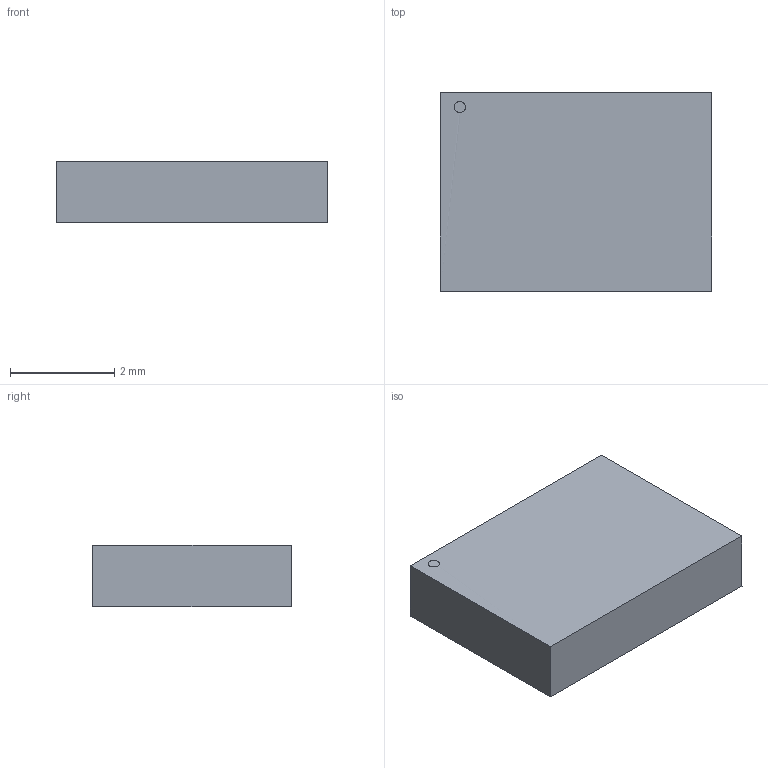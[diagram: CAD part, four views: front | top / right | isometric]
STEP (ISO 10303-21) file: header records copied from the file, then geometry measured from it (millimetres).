
FILE_DESCRIPTION(('CATIA V5 STEP Exchange'),'2;1');
FILE_NAME('BNO085.stp','2025-01-02T21:35:49+00:00',('none'),('none'),'CATIA Version 5 Release 17 (IN-10)','CATIA V5 STEP AP214','none');
FILE_SCHEMA(('AUTOMOTIVE_DESIGN { 1 0 10303 214 1 1 1 1 }'));
Length unit declared in the file: millimetre
Products named in the file (1): BNO085
Bounding box: 5.2 x 3.8 x 1.18 mm (x, y, z)
Volume: 23 mm3; surface area: 64.7 mm2
Topology: 1 solids, 1 shells, 154 faces, 368 edges, 246 vertices
Faces by surface type: plane 152, cylinder 2
Entity records: 4630 total; most frequent: CARTESIAN_POINT 813, ORIENTED_EDGE 736, DIRECTION 672, EDGE_CURVE 368, VECTOR 360, LINE 360, VERTEX_POINT 246, EDGE_LOOP 184
